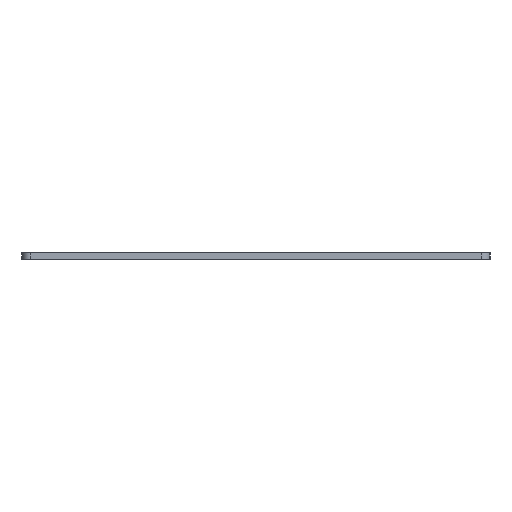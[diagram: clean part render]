
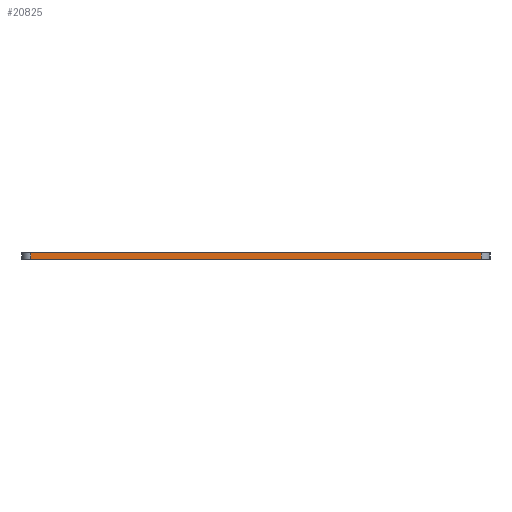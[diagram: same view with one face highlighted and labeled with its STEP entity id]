
A CAD part, left-side view. The second image highlights one B-rep face of the part: STEP entity #20825.
In plain terms, the highlighted planar face has unit normal (-1, 0, 0).
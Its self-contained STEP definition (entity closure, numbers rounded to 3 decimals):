
#2259=PLANE('',#21401);
#3275=FACE_OUTER_BOUND('',#4293,.T.);
#4293=EDGE_LOOP('',(#17745,#17746,#17747,#17748));
#6557=LINE('',#37302,#8569);
#6558=LINE('',#37305,#8570);
#6559=LINE('',#37307,#8571);
#6560=LINE('',#37308,#8572);
#8569=VECTOR('',#24523,10.);
#8570=VECTOR('',#24526,10.);
#8571=VECTOR('',#24527,10.);
#8572=VECTOR('',#24528,10.);
#10641=VERTEX_POINT('',#37292);
#10642=VERTEX_POINT('',#37297);
#10643=VERTEX_POINT('',#37304);
#10644=VERTEX_POINT('',#37306);
#13685=EDGE_CURVE('',#10641,#10642,#6557,.T.);
#13686=EDGE_CURVE('',#10643,#10641,#6558,.T.);
#13687=EDGE_CURVE('',#10644,#10642,#6559,.T.);
#13688=EDGE_CURVE('',#10643,#10644,#6560,.T.);
#17745=ORIENTED_EDGE('',*,*,#13686,.T.);
#17746=ORIENTED_EDGE('',*,*,#13685,.T.);
#17747=ORIENTED_EDGE('',*,*,#13687,.F.);
#17748=ORIENTED_EDGE('',*,*,#13688,.F.);
#20825=ADVANCED_FACE('',(#3275),#2259,.T.);
#21401=AXIS2_PLACEMENT_3D('',#37303,#24524,#24525);
#24523=DIRECTION('',(0.,0.,1.));
#24524=DIRECTION('center_axis',(-1.,0.,0.));
#24525=DIRECTION('ref_axis',(0.,-1.,0.));
#24526=DIRECTION('',(0.,-1.,0.));
#24527=DIRECTION('',(0.,-1.,0.));
#24528=DIRECTION('',(0.,0.,1.));
#37292=CARTESIAN_POINT('',(-200.882,-65.032,0.));
#37297=CARTESIAN_POINT('',(-200.882,-65.032,2.));
#37302=CARTESIAN_POINT('',(-200.882,-65.032,0.));
#37303=CARTESIAN_POINT('Origin',(-200.882,65.032,0.));
#37304=CARTESIAN_POINT('',(-200.882,65.032,0.));
#37305=CARTESIAN_POINT('',(-200.882,65.032,0.));
#37306=CARTESIAN_POINT('',(-200.882,65.032,2.));
#37307=CARTESIAN_POINT('',(-200.882,65.032,2.));
#37308=CARTESIAN_POINT('',(-200.882,65.032,0.));
